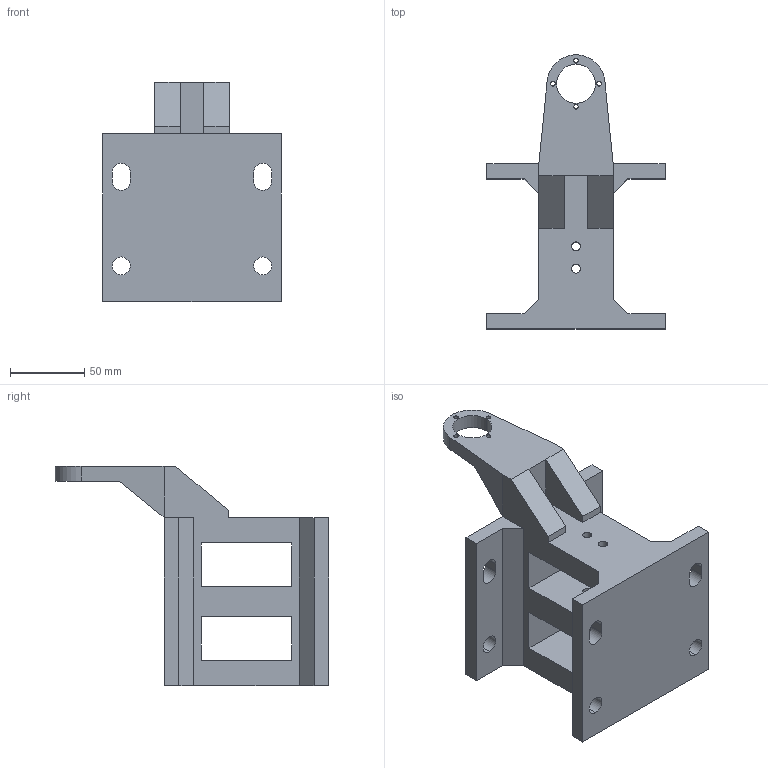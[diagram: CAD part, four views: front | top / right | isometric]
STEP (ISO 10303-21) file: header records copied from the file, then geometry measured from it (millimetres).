
FILE_DESCRIPTION (( 'STEP AP203' ), '1' );
FILE_NAME ('Base_3_Default_sldprt.STEP', '2018-04-16T08:21:16', ( '' ), ( '' ), 'SwSTEP 2.0', 'SolidWorks 2016', '' );
FILE_SCHEMA (( 'CONFIG_CONTROL_DESIGN' ));
Length unit declared in the file: millimetre
Products named in the file (1): Base_3_Default_sldprt
Bounding box: 120 x 184.33 x 147.5 mm (x, y, z)
Volume: 691957.1 mm3; surface area: 106735.8 mm2
Topology: 1 solids, 1 shells, 91 faces, 263 edges, 174 vertices
Faces by surface type: plane 48, cylinder 43
Entity records: 3172 total; most frequent: DIRECTION 533, CARTESIAN_POINT 529, ORIENTED_EDGE 526, EDGE_CURVE 263, AXIS2_PLACEMENT_3D 178, LINE 177, VECTOR 177, VERTEX_POINT 174
